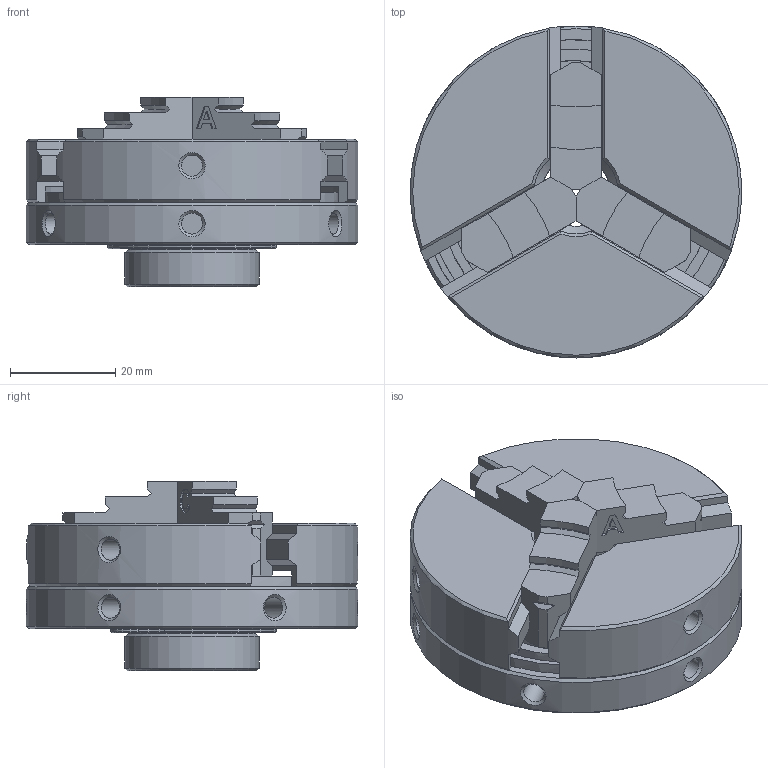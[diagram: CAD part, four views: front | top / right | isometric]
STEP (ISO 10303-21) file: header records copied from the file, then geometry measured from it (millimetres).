
FILE_DESCRIPTION(/* description */ (''),/* implementation_level */ '2;1');
FILE_NAME(/* name */ 'daca7a97-b10a-4d4f-a45f-aa756a4b9c99.stp',/* time_stamp */ '2018-11-13T19:22:46+00:00',/* author */ (''),/* organization */ (''),/* preprocessor_version */ 'ST-DEVELOPER v17.2',/* originating_system */ 'Autodesk Translation Framework v7.6.0.251',/* authorisation */ '');
FILE_SCHEMA (('AUTOMOTIVE_DESIGN { 1 0 10303 214 3 1 1 }'));
Length unit declared in the file: millimetre
Products named in the file (7): Chuck; Housing; Scroll Plate; Jaw B; Circlip; Jaw C; Jaw A
Assembly tree (6 placements, depth 2):
  Chuck
    Housing
    Scroll Plate
    Jaw B
    Circlip
    Jaw C
    Jaw A
Bounding box: 63 x 63 x 36 mm (x, y, z)
Volume: 57452.4 mm3; surface area: 28824.3 mm2
Topology: 6 solids, 6 shells, 426 faces, 1169 edges, 771 vertices
Faces by surface type: plane 236, cylinder 88, bspline 53, cone 49
Full cylindrical faces by diameter (mm): 3 x2, 4 x9, 13.036 x8, 14.152 x9, 16 x2, 24 x1, 25.5 x2, 26 x1, 63 x1
Entity records: 18479 total; most frequent: CARTESIAN_POINT 7904, ORIENTED_EDGE 2338, DIRECTION 1931, EDGE_CURVE 1169, VERTEX_POINT 771, LINE 701, VECTOR 701, AXIS2_PLACEMENT_3D 615
